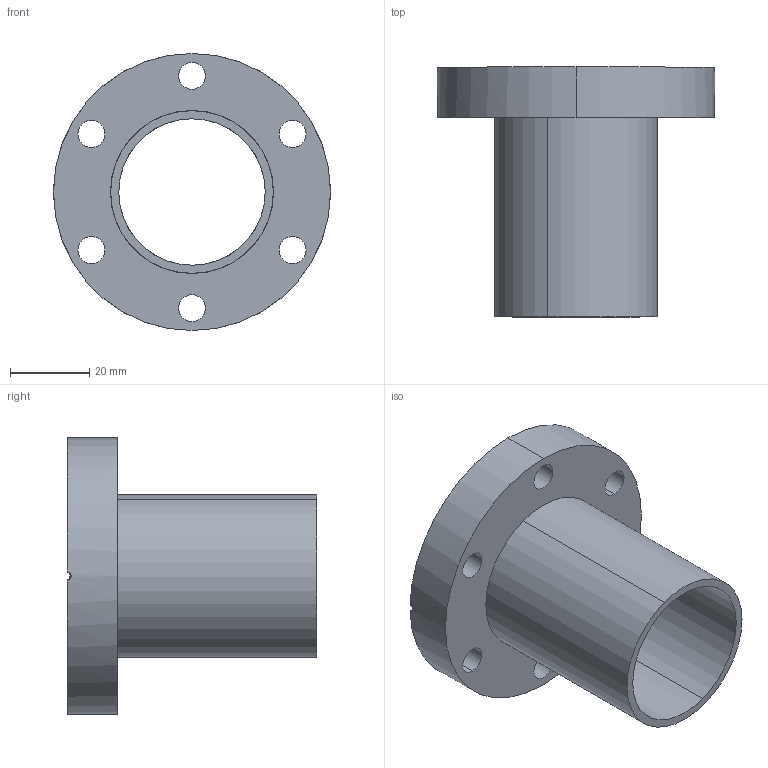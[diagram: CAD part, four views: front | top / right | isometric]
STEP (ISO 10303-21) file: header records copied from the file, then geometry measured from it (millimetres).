
FILE_DESCRIPTION (( 'STEP AP214' ), '1' );
FILE_NAME ('413-CFT40.STEP', '2015-03-13T12:51:06', ( 'allectra' ), ( 'Microsoft' ), 'SwSTEP 2.0', 'SolidWorks 2014', '' );
FILE_SCHEMA (( 'AUTOMOTIVE_DESIGN' ));
Length unit declared in the file: millimetre
Products named in the file (3): 880-TUBE04.1X1.5_411-CFT40; 411-CFX-X-old_411-CF40-41; 413-CFT40
Assembly tree (2 placements, depth 2):
  413-CFT40
    411-CFX-X-old_411-CF40-41
    880-TUBE04.1X1.5_411-CFT40
Bounding box: 70 x 63.1 x 70 mm (x, y, z)
Volume: 44121.2 mm3; surface area: 26133.6 mm2
Topology: 2 solids, 2 shells, 41 faces, 100 edges, 64 vertices
Faces by surface type: cylinder 26, plane 7, torus 4, cone 4
Entity records: 1430 total; most frequent: CARTESIAN_POINT 272, DIRECTION 252, ORIENTED_EDGE 200, AXIS2_PLACEMENT_3D 110, EDGE_CURVE 100, VERTEX_POINT 64, CIRCLE 64, EDGE_LOOP 58
